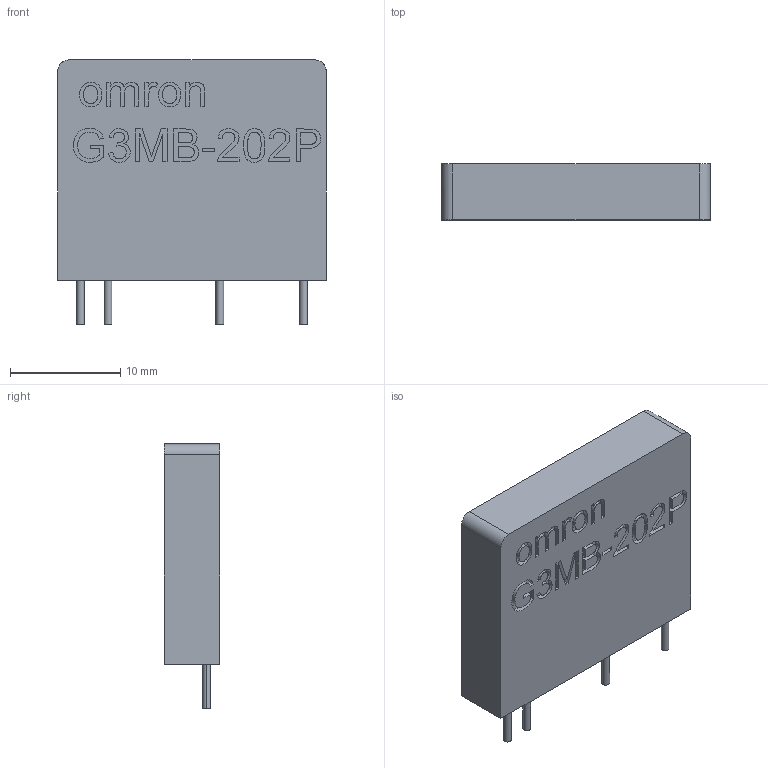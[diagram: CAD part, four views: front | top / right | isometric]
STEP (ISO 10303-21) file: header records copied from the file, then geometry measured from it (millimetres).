
FILE_DESCRIPTION(/* description */ (''),/* implementation_level */ '2;1');
FILE_NAME(/* name */ 'G3MB_2~1',/* time_stamp */ '2021-04-10T19:39:22-03:00',/* author */ (''),/* organization */ (''),/* preprocessor_version */ 'ST-DEVELOPER v15',/* originating_system */ '',/* authorisation */ '');
FILE_SCHEMA (('AUTOMOTIVE_DESIGN'));
Length unit declared in the file: millimetre
Products named in the file (1): Document
Bounding box: 24.38 x 5.08 x 24 mm (x, y, z)
Volume: 2464.8 mm3; surface area: 1556.4 mm2
Topology: 5 solids, 5 shells, 137 faces, 321 edges, 214 vertices
Faces by surface type: bspline 99, plane 38
Entity records: 5474 total; most frequent: CARTESIAN_POINT 3298, ORIENTED_EDGE 642, EDGE_CURVE 321, B_SPLINE_CURVE_WITH_KNOTS 293, VERTEX_POINT 214, EDGE_LOOP 157, ADVANCED_FACE 137, FACE_OUTER_BOUND 137
